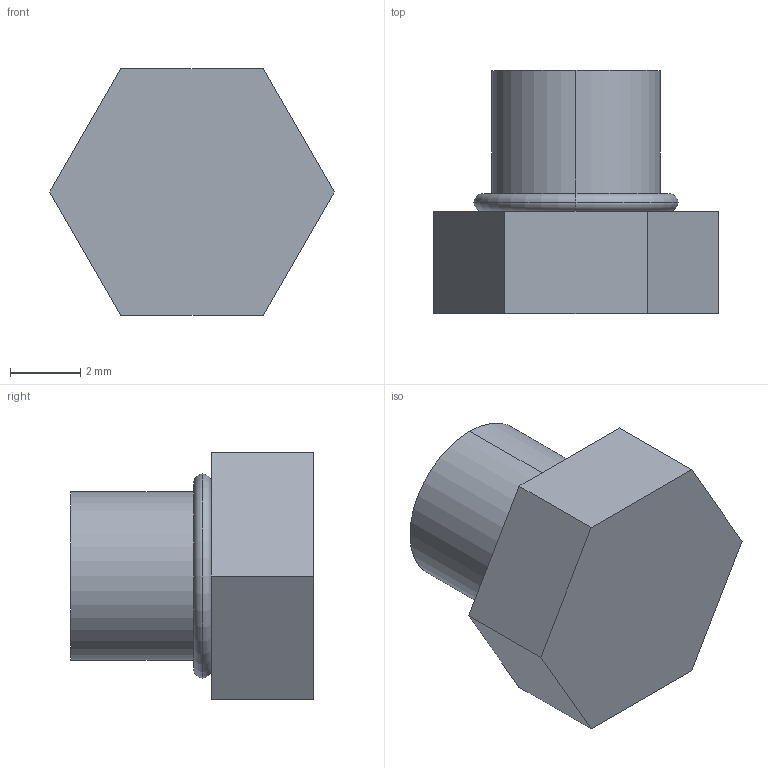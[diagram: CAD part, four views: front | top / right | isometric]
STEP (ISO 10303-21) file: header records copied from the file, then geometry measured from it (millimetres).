
FILE_DESCRIPTION (( 'STEP AP214' ), '1' );
FILE_NAME ('Cylinder head M5 ァ奪黑芛.step', '2016-10-28T04:20:15', ( 'dell' ), ( '' ), 'SwSTEP 2.0', 'SolidWorks 2013', '' );
FILE_SCHEMA (( 'AUTOMOTIVE_DESIGN' ));
Length unit declared in the file: millimetre
Products named in the file (1): Cylinder head M5 ァ奪黑芛
Bounding box: 8.08 x 6.9 x 7 mm (x, y, z)
Volume: 198.7 mm3; surface area: 241.7 mm2
Topology: 2 solids, 2 shells, 15 faces, 32 edges, 20 vertices
Faces by surface type: plane 9, torus 4, cylinder 2
Entity records: 519 total; most frequent: DIRECTION 76, CARTESIAN_POINT 68, ORIENTED_EDGE 64, EDGE_CURVE 32, AXIS2_PLACEMENT_3D 28, VECTOR 20, LINE 20, VERTEX_POINT 20
